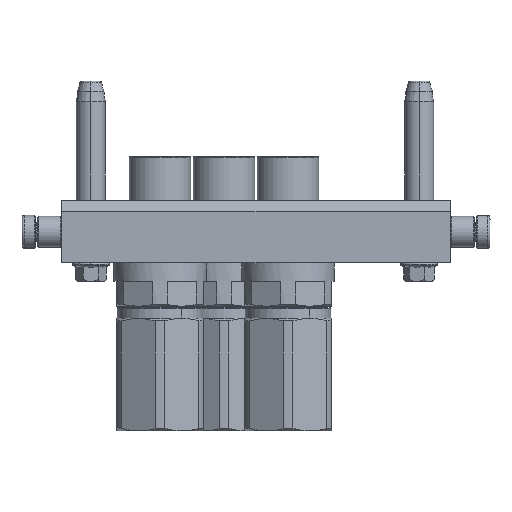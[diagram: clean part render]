
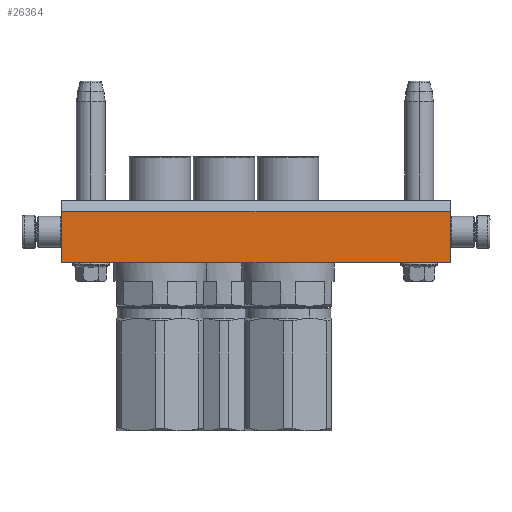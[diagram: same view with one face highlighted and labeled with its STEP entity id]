
A CAD part, left-side view. The second image highlights one B-rep face of the part: STEP entity #26364.
In plain terms, the highlighted face is planar.
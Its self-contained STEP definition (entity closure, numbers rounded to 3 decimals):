
#35 = PLANE ( 'NONE',  #39376 ) ;
#1700 = VERTEX_POINT ( 'NONE', #27459 ) ;
#1752 = LINE ( 'NONE', #23541, #27401 ) ;
#2578 = FACE_OUTER_BOUND ( 'NONE', #39220, .T. ) ;
#2988 = CARTESIAN_POINT ( 'NONE',  ( 94., -15., -45. ) ) ;
#3738 = ORIENTED_EDGE ( 'NONE', *, *, #8720, .F. ) ;
#4909 = VECTOR ( 'NONE', #25353, 1000. ) ;
#5881 = CARTESIAN_POINT ( 'NONE',  ( -94., -10., -45. ) ) ;
#7584 = CARTESIAN_POINT ( 'NONE',  ( -94., -10., -45. ) ) ;
#8354 = CARTESIAN_POINT ( 'NONE',  ( 94., -10., -45. ) ) ;
#8720 = EDGE_CURVE ( 'NONE', #25538, #1700, #20150, .T. ) ;
#9486 = CARTESIAN_POINT ( 'NONE',  ( -94., 15., -45. ) ) ;
#9533 = LINE ( 'NONE', #5881, #21858 ) ;
#13463 = DIRECTION ( 'NONE',  ( 0., 1., 0. ) ) ;
#14164 = EDGE_CURVE ( 'NONE', #1700, #24074, #1752, .T. ) ;
#15149 = DIRECTION ( 'NONE',  ( 0., 0., -1. ) ) ;
#16107 = ORIENTED_EDGE ( 'NONE', *, *, #38713, .F. ) ;
#17690 = ORIENTED_EDGE ( 'NONE', *, *, #14164, .F. ) ;
#19523 = EDGE_CURVE ( 'NONE', #28923, #24074, #19576, .T. ) ;
#19576 = LINE ( 'NONE', #7584, #4909 ) ;
#19659 = CARTESIAN_POINT ( 'NONE',  ( 94., -10., -45. ) ) ;
#20150 = LINE ( 'NONE', #19659, #34053 ) ;
#21858 = VECTOR ( 'NONE', #36231, 1000. ) ;
#23541 = CARTESIAN_POINT ( 'NONE',  ( 94., 15., -45. ) ) ;
#24074 = VERTEX_POINT ( 'NONE', #9486 ) ;
#24217 = DIRECTION ( 'NONE',  ( -1., 0., 0. ) ) ;
#25353 = DIRECTION ( 'NONE',  ( 0., 1., 0. ) ) ;
#25538 = VERTEX_POINT ( 'NONE', #8354 ) ;
#26364 = ADVANCED_FACE ( 'NONE', ( #2578 ), #35, .T. ) ;
#27401 = VECTOR ( 'NONE', #29901, 1000. ) ;
#27459 = CARTESIAN_POINT ( 'NONE',  ( 94., 15., -45. ) ) ;
#28923 = VERTEX_POINT ( 'NONE', #32779 ) ;
#29299 = ORIENTED_EDGE ( 'NONE', *, *, #19523, .T. ) ;
#29901 = DIRECTION ( 'NONE',  ( -1., 0., 0. ) ) ;
#32779 = CARTESIAN_POINT ( 'NONE',  ( -94., -10., -45. ) ) ;
#34053 = VECTOR ( 'NONE', #13463, 1000. ) ;
#36231 = DIRECTION ( 'NONE',  ( 1., 0., 0. ) ) ;
#38713 = EDGE_CURVE ( 'NONE', #28923, #25538, #9533, .T. ) ;
#39220 = EDGE_LOOP ( 'NONE', ( #29299, #17690, #3738, #16107 ) ) ;
#39376 = AXIS2_PLACEMENT_3D ( 'NONE', #2988, #15149, #24217 ) ;
